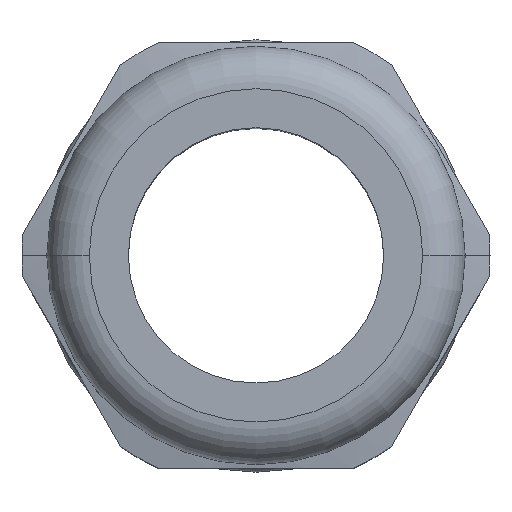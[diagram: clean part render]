
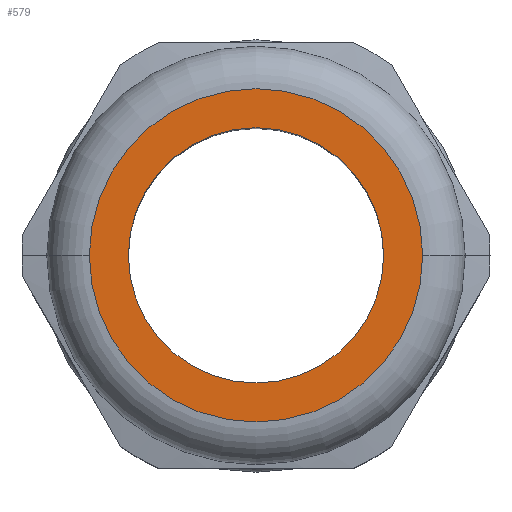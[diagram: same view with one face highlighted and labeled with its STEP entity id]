
A CAD part, top view. The second image highlights one B-rep face of the part: STEP entity #579.
In plain terms, the highlighted planar face has unit normal (0, 0, 1).
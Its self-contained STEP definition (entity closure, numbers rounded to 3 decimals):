
#31 = EDGE_CURVE ( 'NONE', #1123, #1124, #550, .T. ) ;
#67 = AXIS2_PLACEMENT_3D ( 'NONE', #1432, #1436, #1437 ) ;
#125 = AXIS2_PLACEMENT_3D ( 'NONE', #987, #986, #985 ) ;
#206 = EDGE_CURVE ( 'NONE', #1127, #1128, #517, .T. ) ;
#208 = EDGE_CURVE ( 'NONE', #1124, #1123, #514, .T. ) ;
#250 = DIRECTION ( 'NONE',  ( 1., 0., 0. ) ) ;
#251 = DIRECTION ( 'NONE',  ( 0., 0., 1. ) ) ;
#255 = CARTESIAN_POINT ( 'NONE',  ( 0., 0., 33. ) ) ;
#256 = DIRECTION ( 'NONE',  ( 1., 0., 0. ) ) ;
#257 = DIRECTION ( 'NONE',  ( 0., 0., 1. ) ) ;
#258 = CARTESIAN_POINT ( 'NONE',  ( 0., 0., 33. ) ) ;
#492 = CIRCLE ( 'NONE', #67, 11.75 ) ;
#514 = CIRCLE ( 'NONE', #887, 9. ) ;
#517 = CIRCLE ( 'NONE', #893, 11.75 ) ;
#550 = CIRCLE ( 'NONE', #125, 9. ) ;
#579 = ADVANCED_FACE ( 'NONE', ( #633, #641 ), #1286, .T. ) ;
#604 = EDGE_CURVE ( 'NONE', #1128, #1127, #492, .T. ) ;
#633 = FACE_BOUND ( 'NONE', #678, .T. ) ;
#637 = AXIS2_PLACEMENT_3D ( 'NONE', #1285, #1284, #1283 ) ;
#641 = FACE_OUTER_BOUND ( 'NONE', #679, .T. ) ;
#678 = EDGE_LOOP ( 'NONE', ( #782, #780 ) ) ;
#679 = EDGE_LOOP ( 'NONE', ( #783, #779 ) ) ;
#779 = ORIENTED_EDGE ( 'NONE', *, *, #206, .T. ) ;
#780 = ORIENTED_EDGE ( 'NONE', *, *, #31, .F. ) ;
#782 = ORIENTED_EDGE ( 'NONE', *, *, #208, .F. ) ;
#783 = ORIENTED_EDGE ( 'NONE', *, *, #604, .T. ) ;
#887 = AXIS2_PLACEMENT_3D ( 'NONE', #255, #251, #250 ) ;
#893 = AXIS2_PLACEMENT_3D ( 'NONE', #258, #257, #256 ) ;
#985 = DIRECTION ( 'NONE',  ( 1., 0., 0. ) ) ;
#986 = DIRECTION ( 'NONE',  ( 0., 0., 1. ) ) ;
#987 = CARTESIAN_POINT ( 'NONE',  ( 0., 0., 33. ) ) ;
#1123 = VERTEX_POINT ( 'NONE', #1530 ) ;
#1124 = VERTEX_POINT ( 'NONE', #1531 ) ;
#1127 = VERTEX_POINT ( 'NONE', #1534 ) ;
#1128 = VERTEX_POINT ( 'NONE', #1535 ) ;
#1283 = DIRECTION ( 'NONE',  ( 1., 0., 0. ) ) ;
#1284 = DIRECTION ( 'NONE',  ( 0., 0., 1. ) ) ;
#1285 = CARTESIAN_POINT ( 'NONE',  ( 0., 0., 33. ) ) ;
#1286 = PLANE ( 'NONE',  #637 ) ;
#1432 = CARTESIAN_POINT ( 'NONE',  ( 0., 0., 33. ) ) ;
#1436 = DIRECTION ( 'NONE',  ( 0., 0., 1. ) ) ;
#1437 = DIRECTION ( 'NONE',  ( 1., 0., 0. ) ) ;
#1530 = CARTESIAN_POINT ( 'NONE',  ( -9., 0., 33. ) ) ;
#1531 = CARTESIAN_POINT ( 'NONE',  ( 9., 0., 33. ) ) ;
#1534 = CARTESIAN_POINT ( 'NONE',  ( -11.75, 0., 33. ) ) ;
#1535 = CARTESIAN_POINT ( 'NONE',  ( 11.75, 0., 33. ) ) ;
